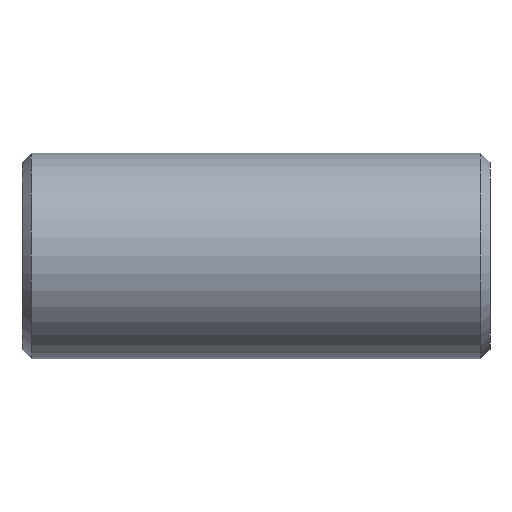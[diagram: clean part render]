
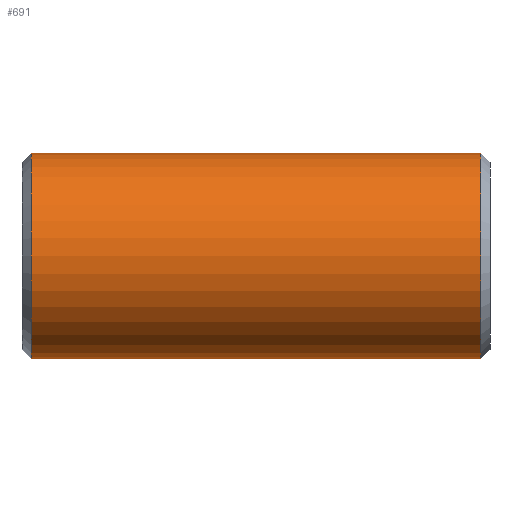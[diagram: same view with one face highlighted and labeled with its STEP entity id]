
A CAD part, front view. The second image highlights one B-rep face of the part: STEP entity #691.
In plain terms, the highlighted cylindrical face has radius 16.764 mm (diameter 33.528 mm), a partial arc.
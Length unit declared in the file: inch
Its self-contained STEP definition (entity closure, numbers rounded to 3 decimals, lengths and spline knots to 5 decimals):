
#17 = LINE ( 'NONE', #593, #494 ) ;
#24 = ORIENTED_EDGE ( 'NONE', *, *, #228, .T. ) ;
#39 = VERTEX_POINT ( 'NONE', #641 ) ;
#83 = DIRECTION ( 'NONE',  ( -1., 0., 0. ) ) ;
#89 = CARTESIAN_POINT ( 'NONE',  ( 1.5, 0., 0.66 ) ) ;
#112 = ORIENTED_EDGE ( 'NONE', *, *, #216, .T. ) ;
#144 = CIRCLE ( 'NONE', #167, 0.66 ) ;
#153 = CARTESIAN_POINT ( 'NONE',  ( 1.44033, 0., 0. ) ) ;
#160 = CYLINDRICAL_SURFACE ( 'NONE', #425, 0.66 ) ;
#162 = EDGE_LOOP ( 'NONE', ( #579, #268, #24, #112 ) ) ;
#167 = AXIS2_PLACEMENT_3D ( 'NONE', #153, #664, #616 ) ;
#201 = CIRCLE ( 'NONE', #374, 0.66 ) ;
#214 = FACE_OUTER_BOUND ( 'NONE', #162, .T. ) ;
#216 = EDGE_CURVE ( 'NONE', #217, #39, #201, .T. ) ;
#217 = VERTEX_POINT ( 'NONE', #503 ) ;
#228 = EDGE_CURVE ( 'NONE', #504, #217, #270, .T. ) ;
#254 = EDGE_CURVE ( 'NONE', #293, #504, #144, .T. ) ;
#268 = ORIENTED_EDGE ( 'NONE', *, *, #254, .T. ) ;
#270 = LINE ( 'NONE', #89, #361 ) ;
#293 = VERTEX_POINT ( 'NONE', #438 ) ;
#361 = VECTOR ( 'NONE', #83, 39.37008 ) ;
#374 = AXIS2_PLACEMENT_3D ( 'NONE', #613, #675, #607 ) ;
#391 = DIRECTION ( 'NONE',  ( -1., 0., 0. ) ) ;
#425 = AXIS2_PLACEMENT_3D ( 'NONE', #501, #391, #622 ) ;
#438 = CARTESIAN_POINT ( 'NONE',  ( 1.44033, 0., -0.66 ) ) ;
#467 = EDGE_CURVE ( 'NONE', #293, #39, #17, .T. ) ;
#494 = VECTOR ( 'NONE', #656, 39.37008 ) ;
#501 = CARTESIAN_POINT ( 'NONE',  ( 1.5, 0., 0. ) ) ;
#503 = CARTESIAN_POINT ( 'NONE',  ( -1.44033, 0., 0.66 ) ) ;
#504 = VERTEX_POINT ( 'NONE', #601 ) ;
#579 = ORIENTED_EDGE ( 'NONE', *, *, #467, .F. ) ;
#593 = CARTESIAN_POINT ( 'NONE',  ( 1.5, 0., -0.66 ) ) ;
#601 = CARTESIAN_POINT ( 'NONE',  ( 1.44033, 0., 0.66 ) ) ;
#607 = DIRECTION ( 'NONE',  ( 0., 0., 1. ) ) ;
#613 = CARTESIAN_POINT ( 'NONE',  ( -1.44033, 0., 0. ) ) ;
#616 = DIRECTION ( 'NONE',  ( 0., 0., -1. ) ) ;
#622 = DIRECTION ( 'NONE',  ( 0., 0., 1. ) ) ;
#641 = CARTESIAN_POINT ( 'NONE',  ( -1.44033, 0., -0.66 ) ) ;
#656 = DIRECTION ( 'NONE',  ( -1., 0., 0. ) ) ;
#664 = DIRECTION ( 'NONE',  ( -1., 0., 0. ) ) ;
#675 = DIRECTION ( 'NONE',  ( 1., 0., 0. ) ) ;
#691 = ADVANCED_FACE ( 'NONE', ( #214 ), #160, .T. ) ;
